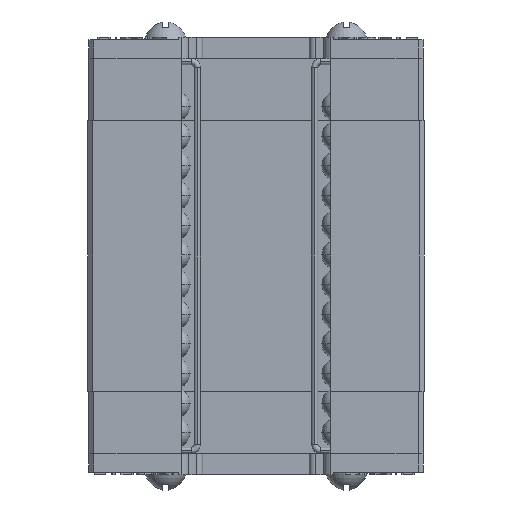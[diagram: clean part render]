
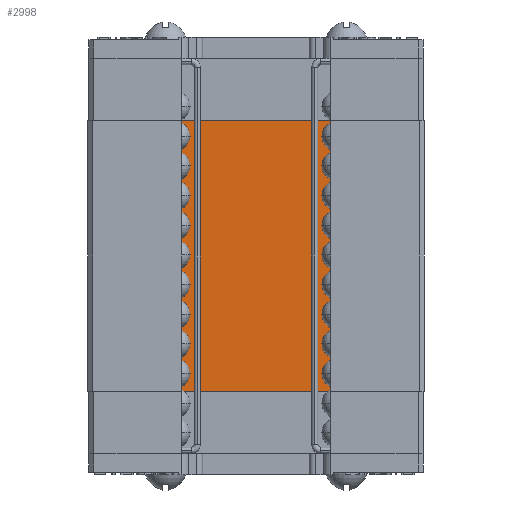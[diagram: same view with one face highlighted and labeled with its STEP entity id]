
A CAD part, front view. The second image highlights one B-rep face of the part: STEP entity #2998.
In plain terms, the highlighted planar face has unit normal (0, -1, 0).
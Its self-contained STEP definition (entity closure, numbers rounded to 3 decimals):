
#425 = ORIENTED_EDGE ( 'NONE', *, *, #1423, .T. ) ;
#1423 = EDGE_CURVE ( 'NONE', #7273, #2802, #11909, .T. ) ;
#1678 = DIRECTION ( 'NONE',  ( -1., 0., 0. ) ) ;
#2802 = VERTEX_POINT ( 'NONE', #5935 ) ;
#2998 = ADVANCED_FACE ( 'NONE', ( #15441 ), #5075, .T. ) ;
#3378 = CARTESIAN_POINT ( 'NONE',  ( 0., 0., -10.85 ) ) ;
#3380 = DIRECTION ( 'NONE',  ( 1., 0., 0. ) ) ;
#3431 = AXIS2_PLACEMENT_3D ( 'NONE', #18974, #19189, #3380 ) ;
#4080 = EDGE_CURVE ( 'NONE', #2802, #9933, #8243, .T. ) ;
#4833 = VECTOR ( 'NONE', #18038, 1000. ) ;
#5075 = PLANE ( 'NONE',  #3431 ) ;
#5935 = CARTESIAN_POINT ( 'NONE',  ( -6., 0., 10.85 ) ) ;
#6422 = CARTESIAN_POINT ( 'NONE',  ( -6., 0., 10.85 ) ) ;
#6663 = LINE ( 'NONE', #3378, #11610 ) ;
#7273 = VERTEX_POINT ( 'NONE', #18023 ) ;
#7332 = CARTESIAN_POINT ( 'NONE',  ( 6., 0., -10.85 ) ) ;
#7693 = ORIENTED_EDGE ( 'NONE', *, *, #15724, .F. ) ;
#7914 = VERTEX_POINT ( 'NONE', #7332 ) ;
#8006 = ORIENTED_EDGE ( 'NONE', *, *, #11460, .F. ) ;
#8243 = LINE ( 'NONE', #6422, #15430 ) ;
#9870 = VECTOR ( 'NONE', #20476, 1000. ) ;
#9933 = VERTEX_POINT ( 'NONE', #20969 ) ;
#11447 = DIRECTION ( 'NONE',  ( 0., 0., -1. ) ) ;
#11460 = EDGE_CURVE ( 'NONE', #7914, #9933, #6663, .T. ) ;
#11610 = VECTOR ( 'NONE', #1678, 1000. ) ;
#11909 = LINE ( 'NONE', #18854, #4833 ) ;
#15130 = CARTESIAN_POINT ( 'NONE',  ( 6., 0., 10.85 ) ) ;
#15430 = VECTOR ( 'NONE', #11447, 1000. ) ;
#15441 = FACE_OUTER_BOUND ( 'NONE', #20378, .T. ) ;
#15724 = EDGE_CURVE ( 'NONE', #7273, #7914, #16613, .T. ) ;
#16613 = LINE ( 'NONE', #15130, #9870 ) ;
#18023 = CARTESIAN_POINT ( 'NONE',  ( 6., 0., 10.85 ) ) ;
#18038 = DIRECTION ( 'NONE',  ( -1., 0., 0. ) ) ;
#18854 = CARTESIAN_POINT ( 'NONE',  ( 0., 0., 10.85 ) ) ;
#18974 = CARTESIAN_POINT ( 'NONE',  ( 0., 0., 10.85 ) ) ;
#19189 = DIRECTION ( 'NONE',  ( 0., -1., 0. ) ) ;
#20378 = EDGE_LOOP ( 'NONE', ( #21994, #8006, #7693, #425 ) ) ;
#20476 = DIRECTION ( 'NONE',  ( 0., 0., -1. ) ) ;
#20969 = CARTESIAN_POINT ( 'NONE',  ( -6., 0., -10.85 ) ) ;
#21994 = ORIENTED_EDGE ( 'NONE', *, *, #4080, .T. ) ;
